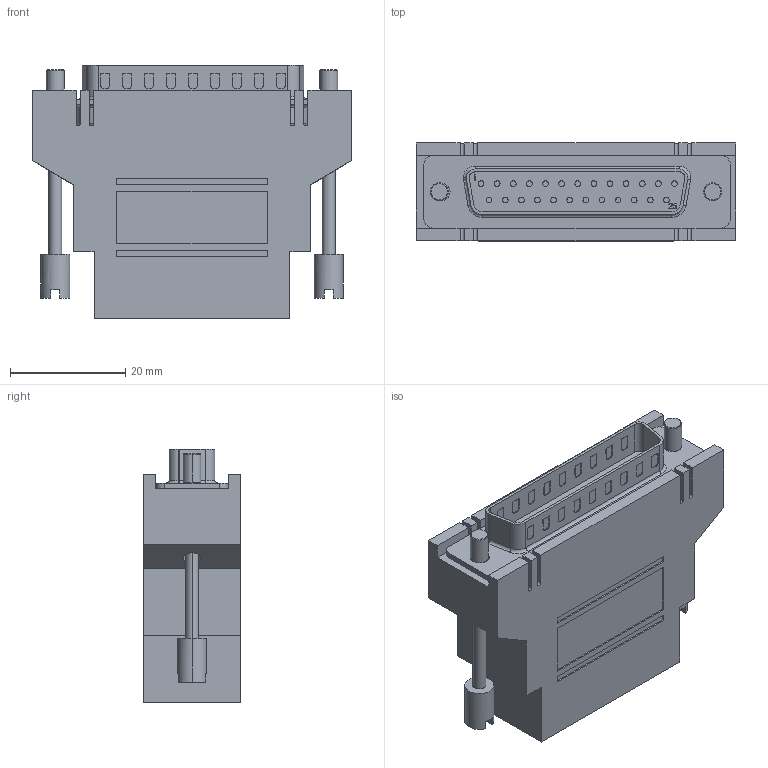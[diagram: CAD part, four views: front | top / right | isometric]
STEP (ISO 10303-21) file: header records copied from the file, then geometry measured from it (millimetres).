
FILE_DESCRIPTION (( 'STEP AP203' ), '1' );
FILE_NAME ('RS25EMI8M.STEP', '2006-06-23T20:14:33', ( 'lcom' ), ( 'lcom' ), 'SwSTEP 2.0', 'SolidWorks 2006004', '' );
FILE_SCHEMA (( 'CONFIG_CONTROL_DESIGN' ));
Length unit declared in the file: inch
Products named in the file (4): RS25EMI8M; RS25EMI8; C&P25M; 3AA07-034
Assembly tree (4 placements, depth 2):
  RS25EMI8M
    RS25EMI8
    3AA07-034  x2
    C&P25M
Bounding box: 55.42 x 16.92 x 44.02 mm (x, y, z)
Volume: 20277.8 mm3; surface area: 15618.7 mm2
Topology: 4 solids, 4 shells, 708 faces, 1823 edges, 1203 vertices
Faces by surface type: plane 414, cylinder 256, torus 20, bspline 14, cone 4
Entity records: 23036 total; most frequent: CARTESIAN_POINT 5091, DIRECTION 3656, ORIENTED_EDGE 3578, EDGE_CURVE 1789, VECTOR 1228, LINE 1228, AXIS2_PLACEMENT_3D 1214, VERTEX_POINT 1181
